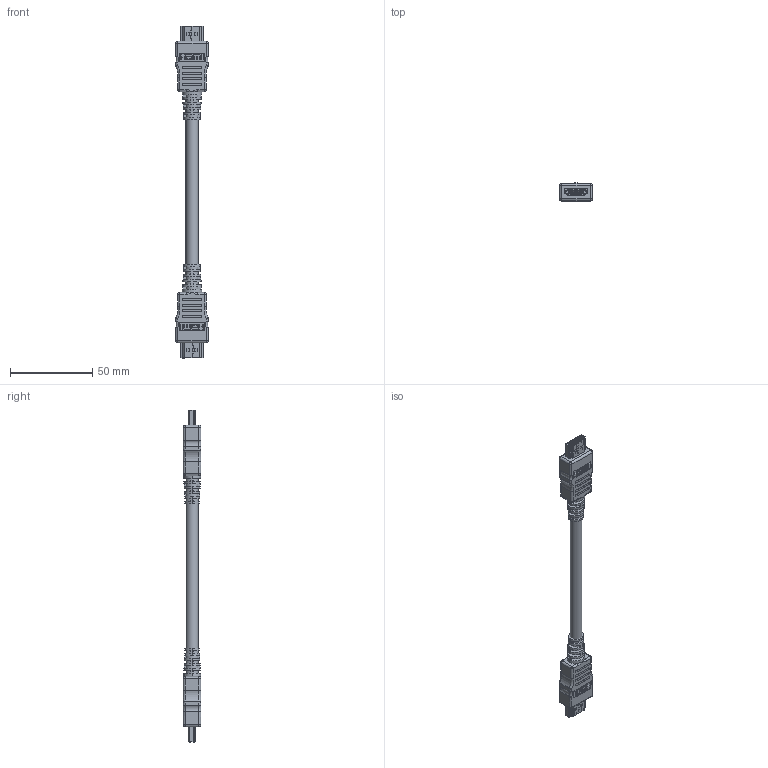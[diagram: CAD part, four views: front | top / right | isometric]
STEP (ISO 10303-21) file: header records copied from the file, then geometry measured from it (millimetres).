
FILE_DESCRIPTION (( 'STEP AP214' ), '1' );
FILE_NAME ('VHA00001.STEP', '2018-04-25T15:15:14', ( '' ), ( '' ), 'SwSTEP 2.0', 'SolidWorks 2017', '' );
FILE_SCHEMA (( 'AUTOMOTIVE_DESIGN' ));
Length unit declared in the file: inch
Products named in the file (8): MTN-518___; 1AH05-007___; 1AH05-007-MA3___; 1AH05-007-MA1___; 1AH05-007-MA2___; MTN-518_with Global Connectivity logo; 1AL05-064_PROD; VHA00001
Assembly tree (8 placements, depth 4):
  VHA00001
    1AL05-064_PROD
    MTN-518___  x2
      MTN-518_with Global Connectivity logo
      1AH05-007___
        1AH05-007-MA2___
        1AH05-007-MA1___
        1AH05-007-MA3___
Bounding box: 19.9 x 10.88 x 201.4 mm (x, y, z)
Volume: 20763.5 mm3; surface area: 18265.5 mm2
Topology: 47 solids, 47 shells, 4899 faces, 12769 edges, 8368 vertices
Faces by surface type: plane 4076, cylinder 573, bspline 182, torus 40, sphere 24, cone 4
Full cylindrical faces by diameter (mm): 6.096 x2, 7.3 x1
Entity records: 83835 total; most frequent: CARTESIAN_POINT 17462, ORIENTED_EDGE 12706, DIRECTION 11406, EDGE_CURVE 6353, LINE 5506, VECTOR 5506, VERTEX_POINT 4184, AXIS2_PLACEMENT_3D 2950
